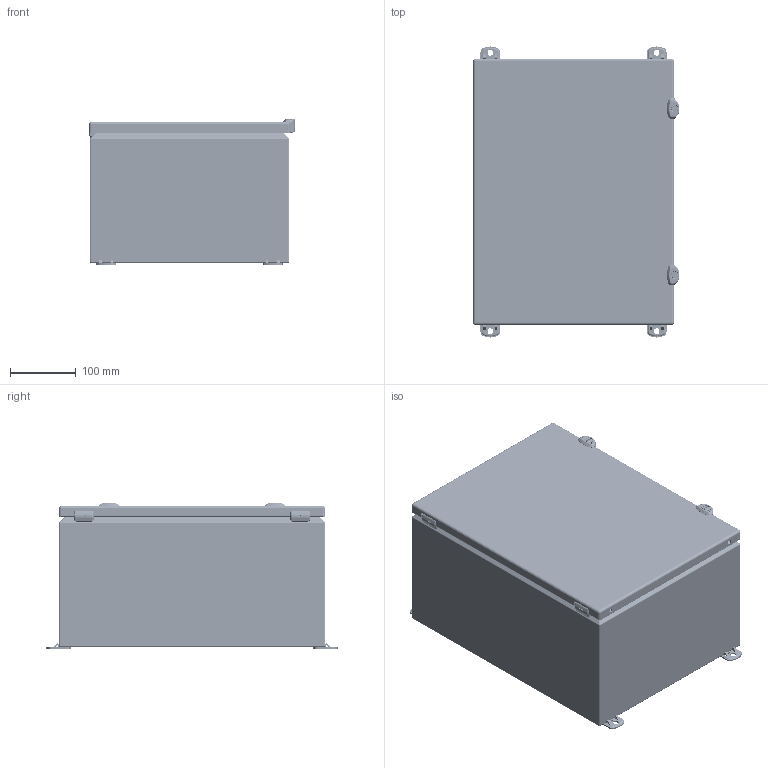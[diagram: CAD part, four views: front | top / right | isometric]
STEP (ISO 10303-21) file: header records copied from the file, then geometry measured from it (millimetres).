
FILE_DESCRIPTION(/* description */ ('5412ESCHB 16" x 12" x 8" Assembly'),/* implementation_level */ '2;1');
FILE_NAME(/* name */ '5412ESCHB161208.stp',/* time_stamp */ '2025-06-05T13:12:03-04:00',/* author */ ('BoxCad'),/* organization */ (''),/* preprocessor_version */ 'ST-DEVELOPER v20',/* originating_system */ 'Autodesk Inventor 2024',/* authorisation */ '');
FILE_SCHEMA (('AUTOMOTIVE_DESIGN { 1 0 10303 214 3 1 1 }'));
Products named in the file (39): 5412ESCHB161208; 5412ESCHB161208B; 5412ESCHB161208B-P; STK-Q-08350; 880SP1612G; 880SP1612G-P; 5412ESCHB161208AK; STK-Q-71300; STK-Q-03200; STK-Q-10251; STK-Q-10251-A; STK-Q-10251-B; STK-Q-03070; STK-Q-07260; 5412ESCHB161208C; 5412ESCHB161208C-P; 5412ESCHB161208G; STK-A-33033-1; STK-A-33033-2; STK-Q-33033-B; STK-Q-33033-S; STK-Q-33033-G; STK-P-03820R; STANDOFF_M6 x 10mm; STK-S-00100; STK-A-880SCQ2MS-1; STK-A-880SCQ2MS-2; STK-Q-79960-A; STK-Q-70730; STK-Q-79960-B; STK-A-08126-3; STK-Q-08110_3; STK-A-08126-4; STK-Q-10258; STK-Q-10258-A; STK-Q-10258-B; STK-Q-08110_4; STK-Q-08110-A-1; STK-Q-08110-B
Assembly tree (67 placements, depth 4):
  5412ESCHB161208
    5412ESCHB161208B
      5412ESCHB161208B-P
      STK-Q-08350  x4
      STK-P-03820R
      STANDOFF_M6 x 10mm
    880SP1612G
      880SP1612G-P
    5412ESCHB161208AK
      STK-Q-71300  x4
      STK-Q-03200  x4
      STK-Q-03070  x4
      STK-Q-10251  x4
        STK-Q-10251-A
        STK-Q-10251-B
      STK-Q-07260  x4
    5412ESCHB161208C
      5412ESCHB161208C-P
      5412ESCHB161208G
      STK-A-33033-1
        STK-Q-33033-B
        STK-Q-33033-S
        STK-Q-33033-G
      STK-A-33033-2
        STK-Q-33033-B
        STK-Q-33033-S
        STK-Q-33033-G
      STK-P-03820R
      STANDOFF_M6 x 10mm
      STK-S-00100
      STK-A-880SCQ2MS-1
        STK-Q-79960-A
        STK-Q-70730
        STK-Q-79960-B
      STK-A-880SCQ2MS-2
        STK-Q-79960-A
        STK-Q-70730
        STK-Q-79960-B
    STK-A-08126-3
      STK-Q-10258
        STK-Q-10258-A
        STK-Q-10258-B
      STK-Q-08110_3
        STK-Q-08110-A-1
        STK-Q-08110-B
    STK-A-08126-4
      STK-Q-10258
        STK-Q-10258-A
        STK-Q-10258-B
      STK-Q-08110_4
        STK-Q-08110-A-1
        STK-Q-08110-B
Bounding box: 315.99 x 444.4 x 221.94 mm (x, y, z)
Volume: 1033729.2 mm3; surface area: 1453982.4 mm2
Topology: 57 solids, 57 shells, 8149 faces, 20562 edges, 12408 vertices
Faces by surface type: plane 3851, cylinder 1834, bspline 1464, torus 564, cone 240, sphere 196
Full cylindrical faces by diameter (mm): 0.762 x6, 0.9 x6, 3 x2, 3.175 x2, 4 x2, 4.2 x2, 4.4 x6, 4.45 x2, 4.9 x14, 5 x4, 5.1 x32, 5.537 x2, 5.9 x64, 6 x4, 6.1 x6, 7.62 x2, 7.747 x4, 8.128 x4, 8.382 x2, 9.9 x4, 10 x2, 10.465 x2, 10.7 x2, 13 x4
Entity records: 121376 total; most frequent: CARTESIAN_POINT 41674, ORIENTED_EDGE 16940, DIRECTION 15327, EDGE_CURVE 8470, AXIS2_PLACEMENT_3D 5343, VERTEX_POINT 5155, LINE 4641, VECTOR 4641
